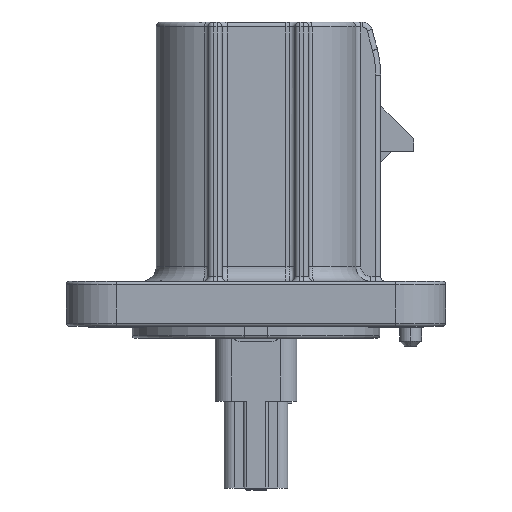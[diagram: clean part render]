
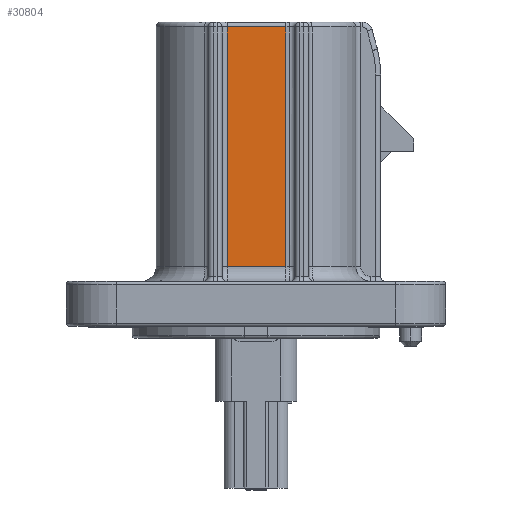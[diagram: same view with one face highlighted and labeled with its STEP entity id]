
A CAD part, left-side view. The second image highlights one B-rep face of the part: STEP entity #30804.
In plain terms, the highlighted planar face has unit normal (-1, 0, 0).
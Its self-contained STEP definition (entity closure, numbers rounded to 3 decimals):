
#7661 = CARTESIAN_POINT ( 'NONE',  ( -20.7, 2.9, 22.999 ) ) ;
#7665 = CARTESIAN_POINT ( 'NONE',  ( -20.7, 3., -1.001 ) ) ;
#7668 = DIRECTION ( 'NONE',  ( 0., -1., 0. ) ) ;
#7680 = CARTESIAN_POINT ( 'NONE',  ( -20.7, 2.9, 23.499 ) ) ;
#7683 = DIRECTION ( 'NONE',  ( 0., 0., -1. ) ) ;
#7689 = DIRECTION ( 'NONE',  ( 0., 1., 0. ) ) ;
#7697 = CARTESIAN_POINT ( 'NONE',  ( -20.7, -3., 23.499 ) ) ;
#7700 = DIRECTION ( 'NONE',  ( 0., 0., -1. ) ) ;
#8803 = AXIS2_PLACEMENT_3D ( 'NONE', #29063, #29065, #29067 ) ;
#9063 = CARTESIAN_POINT ( 'NONE',  ( -20.7, 2.9, -1.001 ) ) ;
#12528 = LINE ( 'NONE', #7665, #12530 ) ;
#12529 = LINE ( 'NONE', #7680, #12533 ) ;
#12530 = VECTOR ( 'NONE', #7668, 1000. ) ;
#12532 = LINE ( 'NONE', #7661, #12537 ) ;
#12533 = VECTOR ( 'NONE', #7683, 1000. ) ;
#12537 = VECTOR ( 'NONE', #7689, 1000. ) ;
#12538 = LINE ( 'NONE', #7697, #12541 ) ;
#12541 = VECTOR ( 'NONE', #7700, 1000. ) ;
#14007 = CARTESIAN_POINT ( 'NONE',  ( -20.7, -3., 22.999 ) ) ;
#23517 = VERTEX_POINT ( 'NONE', #39080 ) ;
#23694 = VERTEX_POINT ( 'NONE', #37040 ) ;
#24407 = VERTEX_POINT ( 'NONE', #14007 ) ;
#26318 = VERTEX_POINT ( 'NONE', #9063 ) ;
#26875 = EDGE_CURVE ( 'NONE', #26318, #23517, #12528, .T. ) ;
#26878 = EDGE_CURVE ( 'NONE', #23694, #26318, #12529, .T. ) ;
#26881 = EDGE_CURVE ( 'NONE', #24407, #23694, #12532, .T. ) ;
#26884 = EDGE_CURVE ( 'NONE', #24407, #23517, #12538, .T. ) ;
#29060 = PLANE ( 'NONE',  #8803 ) ;
#29063 = CARTESIAN_POINT ( 'NONE',  ( -20.7, 3., 23.499 ) ) ;
#29065 = DIRECTION ( 'NONE',  ( 1., 0., 0. ) ) ;
#29067 = DIRECTION ( 'NONE',  ( 0., 0., -1. ) ) ;
#30804 = ADVANCED_FACE ( 'NONE', ( #58944 ), #29060, .F. ) ;
#33151 = EDGE_LOOP ( 'NONE', ( #51009, #51877, #51642, #52022 ) ) ;
#37040 = CARTESIAN_POINT ( 'NONE',  ( -20.7, 2.9, 22.999 ) ) ;
#39080 = CARTESIAN_POINT ( 'NONE',  ( -20.7, -3., -1.001 ) ) ;
#51009 = ORIENTED_EDGE ( 'NONE', *, *, #26884, .F. ) ;
#51642 = ORIENTED_EDGE ( 'NONE', *, *, #26878, .T. ) ;
#51877 = ORIENTED_EDGE ( 'NONE', *, *, #26881, .T. ) ;
#52022 = ORIENTED_EDGE ( 'NONE', *, *, #26875, .T. ) ;
#58944 = FACE_OUTER_BOUND ( 'NONE', #33151, .T. ) ;
